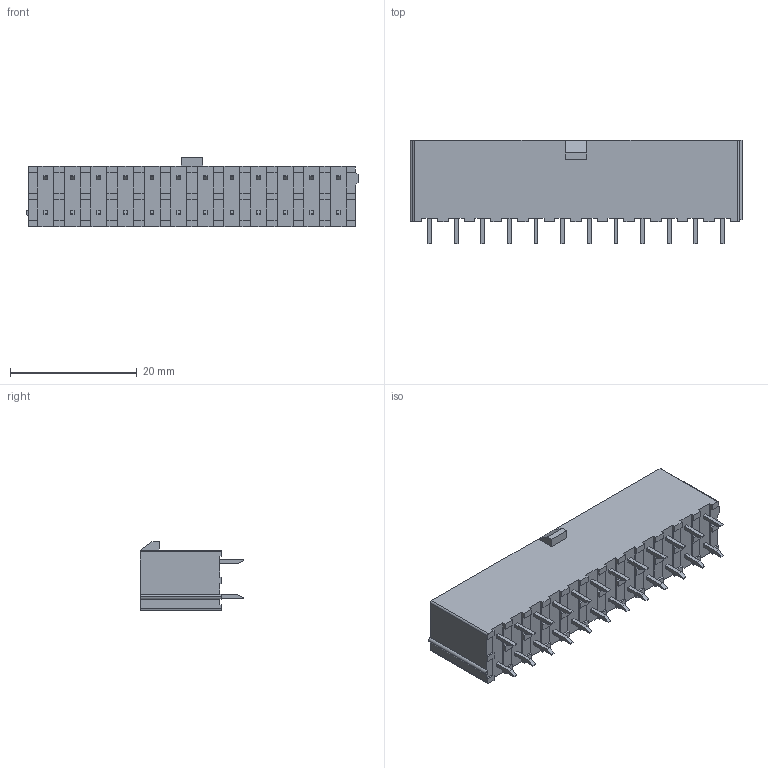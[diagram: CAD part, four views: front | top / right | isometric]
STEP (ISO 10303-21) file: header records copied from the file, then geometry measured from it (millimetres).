
FILE_DESCRIPTION(('STEP AP214'),'1');
FILE_NAME('39-28-1243.stp','2017-04-25T13:59:33',('TraceParts'),('TraceParts S.A.'),'Spatial InterOp 3D',' ',' ');
FILE_SCHEMA(('automotive_design'));
Length unit declared in the file: millimetre
Products named in the file (2): 39-28-1243_1; 1
Bounding box: 52.4 x 16.3 x 11 mm (x, y, z)
Volume: 3388.1 mm3; surface area: 6381.4 mm2
Topology: 1 solids, 1 shells, 584 faces, 1573 edges, 1111 vertices
Faces by surface type: plane 578, cylinder 6
Entity records: 17958 total; most frequent: CARTESIAN_POINT 3174, ORIENTED_EDGE 3050, DIRECTION 2805, EDGE_CURVE 1525, LINE 1513, VECTOR 1513, VERTEX_POINT 1015, EDGE_LOOP 656
